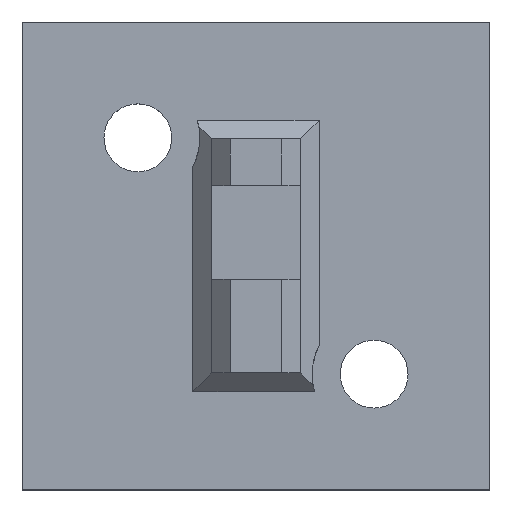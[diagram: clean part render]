
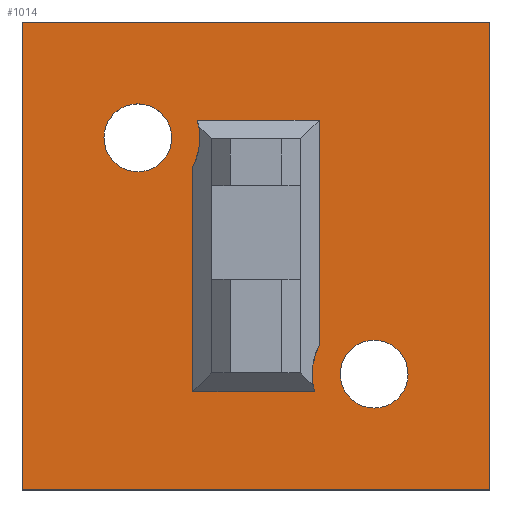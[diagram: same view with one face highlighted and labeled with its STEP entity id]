
A CAD part, top view. The second image highlights one B-rep face of the part: STEP entity #1014.
In plain terms, the highlighted planar face has unit normal (0, 0, 1).
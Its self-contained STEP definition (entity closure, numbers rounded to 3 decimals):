
#23 = CARTESIAN_POINT ( 'NONE',  ( -7.2, 10.1, 2.6 ) ) ;
#47 = EDGE_CURVE ( 'NONE', #1077, #808, #661, .T. ) ;
#63 = CARTESIAN_POINT ( 'NONE',  ( 13., -10.1, 2.6 ) ) ;
#65 = VECTOR ( 'NONE', #560, 1000. ) ;
#91 = CARTESIAN_POINT ( 'NONE',  ( 20., -20., 2.6 ) ) ;
#94 = ORIENTED_EDGE ( 'NONE', *, *, #619, .T. ) ;
#101 = VECTOR ( 'NONE', #1218, 1000. ) ;
#103 = VECTOR ( 'NONE', #178, 1000. ) ;
#105 = AXIS2_PLACEMENT_3D ( 'NONE', #1184, #1084, #581 ) ;
#116 = EDGE_CURVE ( 'NONE', #309, #231, #734, .T. ) ;
#148 = ORIENTED_EDGE ( 'NONE', *, *, #1231, .F. ) ;
#156 = EDGE_CURVE ( 'NONE', #643, #727, #951, .T. ) ;
#157 = CARTESIAN_POINT ( 'NONE',  ( -5.4, 7.651, 2.6 ) ) ;
#178 = DIRECTION ( 'NONE',  ( 0., -1., 0. ) ) ;
#198 = CARTESIAN_POINT ( 'NONE',  ( 0., 0., 2.6 ) ) ;
#199 = DIRECTION ( 'NONE',  ( 1., 0., 0. ) ) ;
#210 = FACE_OUTER_BOUND ( 'NONE', #959, .T. ) ;
#216 = CARTESIAN_POINT ( 'NONE',  ( 10.1, -10.1, 2.6 ) ) ;
#220 = CARTESIAN_POINT ( 'NONE',  ( -5.4, -11.6, 2.6 ) ) ;
#226 = CIRCLE ( 'NONE', #1178, 2.9 ) ;
#231 = VERTEX_POINT ( 'NONE', #63 ) ;
#253 = VERTEX_POINT ( 'NONE', #584 ) ;
#261 = AXIS2_PLACEMENT_3D ( 'NONE', #216, #623, #1110 ) ;
#268 = CIRCLE ( 'NONE', #330, 2.9 ) ;
#274 = LINE ( 'NONE', #688, #103 ) ;
#285 = VECTOR ( 'NONE', #335, 1000. ) ;
#294 = EDGE_CURVE ( 'NONE', #875, #1077, #720, .T. ) ;
#306 = EDGE_CURVE ( 'NONE', #1094, #875, #1072, .T. ) ;
#307 = CARTESIAN_POINT ( 'NONE',  ( 10.1, -10.1, 2.6 ) ) ;
#309 = VERTEX_POINT ( 'NONE', #397 ) ;
#312 = FACE_BOUND ( 'NONE', #1215, .T. ) ;
#326 = EDGE_CURVE ( 'NONE', #1313, #1094, #1239, .T. ) ;
#327 = EDGE_CURVE ( 'NONE', #772, #253, #513, .T. ) ;
#330 = AXIS2_PLACEMENT_3D ( 'NONE', #1284, #773, #480 ) ;
#333 = VERTEX_POINT ( 'NONE', #518 ) ;
#335 = DIRECTION ( 'NONE',  ( 0., 1., 0. ) ) ;
#365 = CARTESIAN_POINT ( 'NONE',  ( -10.1, 10.1, 2.6 ) ) ;
#367 = CARTESIAN_POINT ( 'NONE',  ( -20., 20., 2.6 ) ) ;
#387 = CARTESIAN_POINT ( 'NONE',  ( -13., 10.1, 2.6 ) ) ;
#397 = CARTESIAN_POINT ( 'NONE',  ( 7.2, -10.1, 2.6 ) ) ;
#444 = CARTESIAN_POINT ( 'NONE',  ( 10.1, -10.1, 2.6 ) ) ;
#446 = ORIENTED_EDGE ( 'NONE', *, *, #1186, .T. ) ;
#480 = DIRECTION ( 'NONE',  ( 1., 0., 0. ) ) ;
#495 = DIRECTION ( 'NONE',  ( 0., 0., 1. ) ) ;
#499 = DIRECTION ( 'NONE',  ( -1., 0., 0. ) ) ;
#500 = AXIS2_PLACEMENT_3D ( 'NONE', #307, #495, #199 ) ;
#507 = ORIENTED_EDGE ( 'NONE', *, *, #914, .F. ) ;
#513 = LINE ( 'NONE', #918, #1155 ) ;
#518 = CARTESIAN_POINT ( 'NONE',  ( 5.4, 11.6, 2.6 ) ) ;
#530 = EDGE_LOOP ( 'NONE', ( #94, #1024, #745, #947, #872, #1207, #1262 ) ) ;
#546 = VECTOR ( 'NONE', #627, 1000. ) ;
#559 = EDGE_CURVE ( 'NONE', #808, #848, #1204, .T. ) ;
#560 = DIRECTION ( 'NONE',  ( 1., 0., 0. ) ) ;
#573 = ORIENTED_EDGE ( 'NONE', *, *, #639, .F. ) ;
#581 = DIRECTION ( 'NONE',  ( 1., 0., 0. ) ) ;
#584 = CARTESIAN_POINT ( 'NONE',  ( -20., -20., 2.6 ) ) ;
#587 = LINE ( 'NONE', #864, #65 ) ;
#593 = CARTESIAN_POINT ( 'NONE',  ( -10.1, 10.1, 2.6 ) ) ;
#603 = DIRECTION ( 'NONE',  ( 0., 0., -1. ) ) ;
#612 = CIRCLE ( 'NONE', #105, 2.9 ) ;
#617 = FACE_BOUND ( 'NONE', #855, .T. ) ;
#619 = EDGE_CURVE ( 'NONE', #333, #1313, #274, .T. ) ;
#623 = DIRECTION ( 'NONE',  ( 0., 0., 1. ) ) ;
#627 = DIRECTION ( 'NONE',  ( 1., 0., 0. ) ) ;
#639 = EDGE_CURVE ( 'NONE', #829, #779, #226, .T. ) ;
#643 = VERTEX_POINT ( 'NONE', #91 ) ;
#661 = LINE ( 'NONE', #1270, #285 ) ;
#669 = DIRECTION ( 'NONE',  ( -1., 0., 0. ) ) ;
#675 = AXIS2_PLACEMENT_3D ( 'NONE', #444, #847, #1255 ) ;
#688 = CARTESIAN_POINT ( 'NONE',  ( 5.4, -10., 2.6 ) ) ;
#692 = LINE ( 'NONE', #367, #885 ) ;
#695 = DIRECTION ( 'NONE',  ( 0., 0., 1. ) ) ;
#703 = DIRECTION ( 'NONE',  ( 0., 0., 1. ) ) ;
#720 = LINE ( 'NONE', #1023, #101 ) ;
#727 = VERTEX_POINT ( 'NONE', #845 ) ;
#734 = CIRCLE ( 'NONE', #675, 2.9 ) ;
#745 = ORIENTED_EDGE ( 'NONE', *, *, #306, .T. ) ;
#753 = ORIENTED_EDGE ( 'NONE', *, *, #156, .T. ) ;
#772 = VERTEX_POINT ( 'NONE', #930 ) ;
#773 = DIRECTION ( 'NONE',  ( 0., 0., 1. ) ) ;
#779 = VERTEX_POINT ( 'NONE', #23 ) ;
#792 = CARTESIAN_POINT ( 'NONE',  ( 20., -20., 2.6 ) ) ;
#808 = VERTEX_POINT ( 'NONE', #157 ) ;
#829 = VERTEX_POINT ( 'NONE', #387 ) ;
#830 = CARTESIAN_POINT ( 'NONE',  ( 4.8, -10.1, 2.6 ) ) ;
#845 = CARTESIAN_POINT ( 'NONE',  ( 20., 20., 2.6 ) ) ;
#847 = DIRECTION ( 'NONE',  ( 0., 0., 1. ) ) ;
#848 = VERTEX_POINT ( 'NONE', #1280 ) ;
#855 = EDGE_LOOP ( 'NONE', ( #148, #1129 ) ) ;
#864 = CARTESIAN_POINT ( 'NONE',  ( 3.8, 11.6, 2.6 ) ) ;
#868 = CARTESIAN_POINT ( 'NONE',  ( 5.4, -7.651, 2.6 ) ) ;
#872 = ORIENTED_EDGE ( 'NONE', *, *, #47, .T. ) ;
#875 = VERTEX_POINT ( 'NONE', #1191 ) ;
#881 = AXIS2_PLACEMENT_3D ( 'NONE', #365, #695, #1071 ) ;
#885 = VECTOR ( 'NONE', #669, 1000. ) ;
#894 = DIRECTION ( 'NONE',  ( 0., 1., 0. ) ) ;
#914 = EDGE_CURVE ( 'NONE', #779, #829, #612, .T. ) ;
#918 = CARTESIAN_POINT ( 'NONE',  ( -20., -20., 2.6 ) ) ;
#930 = CARTESIAN_POINT ( 'NONE',  ( -20., 20., 2.6 ) ) ;
#947 = ORIENTED_EDGE ( 'NONE', *, *, #294, .T. ) ;
#951 = LINE ( 'NONE', #792, #1093 ) ;
#959 = EDGE_LOOP ( 'NONE', ( #753, #446, #993, #1166 ) ) ;
#993 = ORIENTED_EDGE ( 'NONE', *, *, #327, .T. ) ;
#995 = DIRECTION ( 'NONE',  ( 1., 0., 0. ) ) ;
#1002 = DIRECTION ( 'NONE',  ( 0., -1., 0. ) ) ;
#1014 = ADVANCED_FACE ( 'NONE', ( #1209, #210, #312, #617 ), #1104, .F. ) ;
#1023 = CARTESIAN_POINT ( 'NONE',  ( -3.8, -11.6, 2.6 ) ) ;
#1024 = ORIENTED_EDGE ( 'NONE', *, *, #326, .T. ) ;
#1071 = DIRECTION ( 'NONE',  ( 1., 0., 0. ) ) ;
#1072 = CIRCLE ( 'NONE', #500, 5.3 ) ;
#1077 = VERTEX_POINT ( 'NONE', #220 ) ;
#1084 = DIRECTION ( 'NONE',  ( 0., 0., 1. ) ) ;
#1093 = VECTOR ( 'NONE', #894, 1000. ) ;
#1094 = VERTEX_POINT ( 'NONE', #830 ) ;
#1104 = PLANE ( 'NONE',  #1133 ) ;
#1110 = DIRECTION ( 'NONE',  ( 1., 0., 0. ) ) ;
#1129 = ORIENTED_EDGE ( 'NONE', *, *, #116, .F. ) ;
#1131 = LINE ( 'NONE', #1228, #546 ) ;
#1132 = EDGE_CURVE ( 'NONE', #253, #643, #1131, .T. ) ;
#1133 = AXIS2_PLACEMENT_3D ( 'NONE', #198, #603, #499 ) ;
#1155 = VECTOR ( 'NONE', #1002, 1000. ) ;
#1166 = ORIENTED_EDGE ( 'NONE', *, *, #1132, .T. ) ;
#1173 = EDGE_CURVE ( 'NONE', #848, #333, #587, .T. ) ;
#1178 = AXIS2_PLACEMENT_3D ( 'NONE', #593, #703, #995 ) ;
#1184 = CARTESIAN_POINT ( 'NONE',  ( -10.1, 10.1, 2.6 ) ) ;
#1186 = EDGE_CURVE ( 'NONE', #727, #772, #692, .T. ) ;
#1191 = CARTESIAN_POINT ( 'NONE',  ( 5.017, -11.6, 2.6 ) ) ;
#1204 = CIRCLE ( 'NONE', #881, 5.3 ) ;
#1207 = ORIENTED_EDGE ( 'NONE', *, *, #559, .T. ) ;
#1209 = FACE_BOUND ( 'NONE', #530, .T. ) ;
#1215 = EDGE_LOOP ( 'NONE', ( #507, #573 ) ) ;
#1218 = DIRECTION ( 'NONE',  ( -1., 0., 0. ) ) ;
#1228 = CARTESIAN_POINT ( 'NONE',  ( -20., -20., 2.6 ) ) ;
#1231 = EDGE_CURVE ( 'NONE', #231, #309, #268, .T. ) ;
#1239 = CIRCLE ( 'NONE', #261, 5.3 ) ;
#1255 = DIRECTION ( 'NONE',  ( 1., 0., 0. ) ) ;
#1262 = ORIENTED_EDGE ( 'NONE', *, *, #1173, .T. ) ;
#1270 = CARTESIAN_POINT ( 'NONE',  ( -5.4, 10., 2.6 ) ) ;
#1280 = CARTESIAN_POINT ( 'NONE',  ( -5.017, 11.6, 2.6 ) ) ;
#1284 = CARTESIAN_POINT ( 'NONE',  ( 10.1, -10.1, 2.6 ) ) ;
#1313 = VERTEX_POINT ( 'NONE', #868 ) ;
